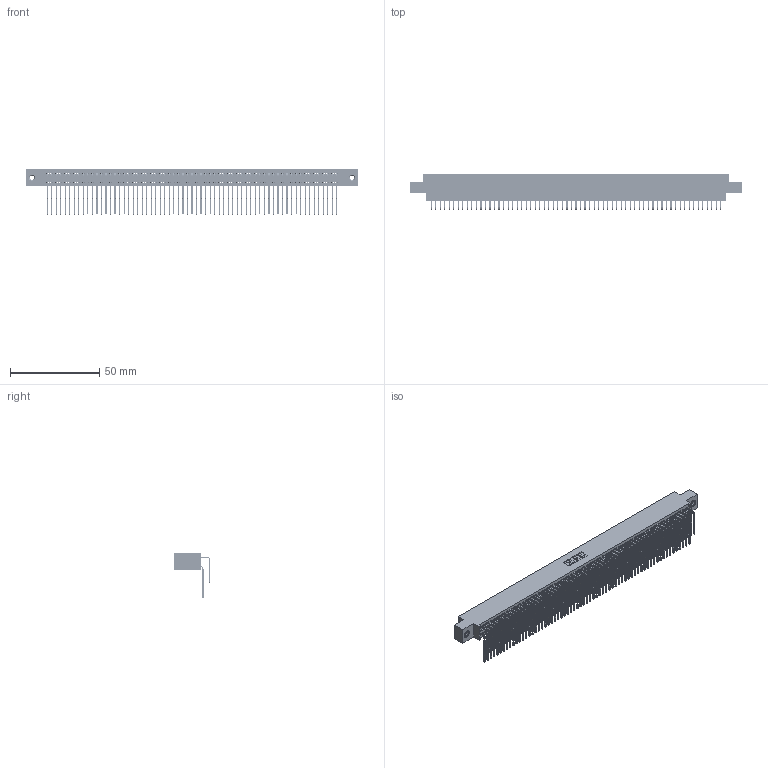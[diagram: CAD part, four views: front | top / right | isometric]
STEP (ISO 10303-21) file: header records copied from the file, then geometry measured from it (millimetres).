
FILE_DESCRIPTION (( 'STEP AP203' ), '1' );
FILE_NAME ('395-130-559-808.STEP', '2019-10-29T01:05:55', ( '' ), ( '' ), 'SwSTEP 2.0', 'SolidWorks 2016', '' );
FILE_SCHEMA (( 'CONFIG_CONTROL_DESIGN' ));
Length unit declared in the file: inch
Products named in the file (5): 345-292-001_558 559 Tail - 1; 345-292-001_559 Tail - 2; 345-250-001_345-250-003-102; 395-130-559-808; 345 Part_0.170 Offset - 0.156 Dia-TI
Assembly tree (133 placements, depth 2):
  395-130-559-808
    345 Part_0.170 Offset - 0.156 Dia-TI
    345-292-001_558 559 Tail - 1  x65
    345-292-001_559 Tail - 2  x65
    345-250-001_345-250-003-102  x2
Bounding box: 186.31 x 20.56 x 25.53 mm (x, y, z)
Volume: 18941.8 mm3; surface area: 32127.9 mm2
Topology: 133 solids, 133 shells, 6950 faces, 20639 edges, 13578 vertices
Faces by surface type: plane 4666, cylinder 2268, cone 12, torus 4
Entity records: 50874 total; most frequent: CARTESIAN_POINT 8534, ORIENTED_EDGE 8410, DIRECTION 7495, EDGE_CURVE 4205, VECTOR 3753, LINE 3753, VERTEX_POINT 2796, AXIS2_PLACEMENT_3D 1871
